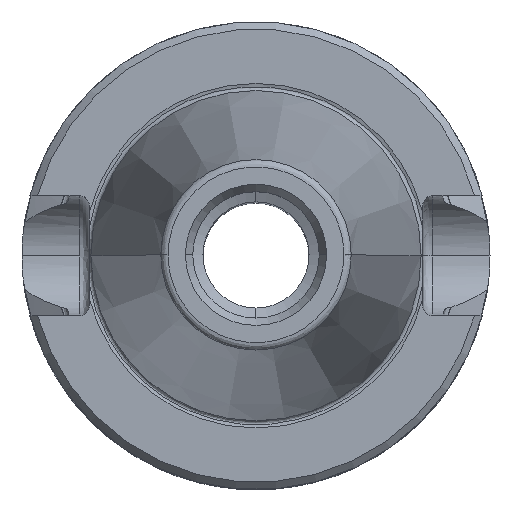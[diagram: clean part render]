
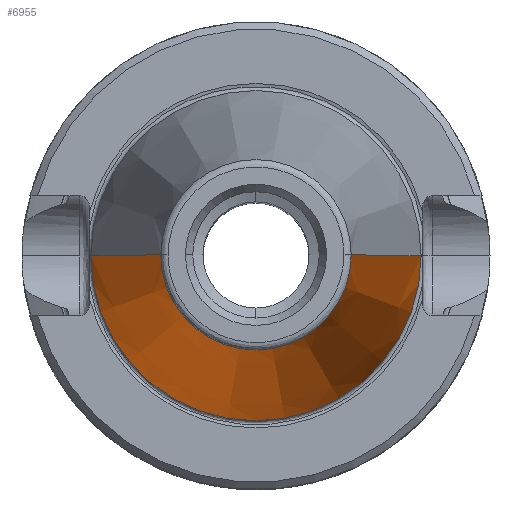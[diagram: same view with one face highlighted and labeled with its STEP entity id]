
A CAD part, top view. The second image highlights one B-rep face of the part: STEP entity #6955.
In plain terms, the highlighted conical face has half-angle 8.297 degrees and reference radius 22.225 mm.
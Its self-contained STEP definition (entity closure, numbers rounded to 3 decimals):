
#44 = VERTEX_POINT('',#45);
#45 = CARTESIAN_POINT('',(-12.812,0.,
    64.544));
#52 = EDGE_CURVE('',#53,#44,#55,.T.);
#53 = VERTEX_POINT('',#54);
#54 = CARTESIAN_POINT('',(12.812,0.,
    64.544));
#55 = CIRCLE('',#56,12.812);
#56 = AXIS2_PLACEMENT_3D('',#57,#58,#59);
#57 = CARTESIAN_POINT('',(0.,0.,
    64.544));
#58 = DIRECTION('',(0.,0.,-1.));
#59 = DIRECTION('',(-1.,0.,0.));
#682 = EDGE_CURVE('',#53,#683,#685,.T.);
#683 = VERTEX_POINT('',#684);
#684 = CARTESIAN_POINT('',(22.225,0.,0.)
  );
#685 = LINE('',#686,#687);
#686 = CARTESIAN_POINT('',(22.225,0.,0.)
  );
#687 = VECTOR('',#688,1.);
#688 = DIRECTION('',(0.144,0.,-0.99)
  );
#691 = VERTEX_POINT('',#692);
#692 = CARTESIAN_POINT('',(-22.225,0.,0.
    ));
#699 = EDGE_CURVE('',#44,#691,#700,.T.);
#700 = LINE('',#701,#702);
#701 = CARTESIAN_POINT('',(-22.225,0.,
    0.));
#702 = VECTOR('',#703,1.);
#703 = DIRECTION('',(-0.144,0.,-0.99)
  );
#6942 = EDGE_CURVE('',#691,#683,#6943,.T.);
#6943 = CIRCLE('',#6944,22.225);
#6944 = AXIS2_PLACEMENT_3D('',#6945,#6946,#6947);
#6945 = CARTESIAN_POINT('',(0.,0.,0.));
#6946 = DIRECTION('',(0.,0.,1.));
#6947 = DIRECTION('',(-1.,0.,0.));
#6955 = ADVANCED_FACE('',(#6956),#6962,.T.);
#6956 = FACE_BOUND('',#6957,.T.);
#6957 = EDGE_LOOP('',(#6958,#6959,#6960,#6961));
#6958 = ORIENTED_EDGE('',*,*,#682,.F.);
#6959 = ORIENTED_EDGE('',*,*,#52,.T.);
#6960 = ORIENTED_EDGE('',*,*,#699,.T.);
#6961 = ORIENTED_EDGE('',*,*,#6942,.T.);
#6962 = CONICAL_SURFACE('',#6963,22.225,0.145);
#6963 = AXIS2_PLACEMENT_3D('',#6964,#6965,#6966);
#6964 = CARTESIAN_POINT('',(0.,0.,
    0.));
#6965 = DIRECTION('',(0.,0.,-1.));
#6966 = DIRECTION('',(-1.,0.,0.));
